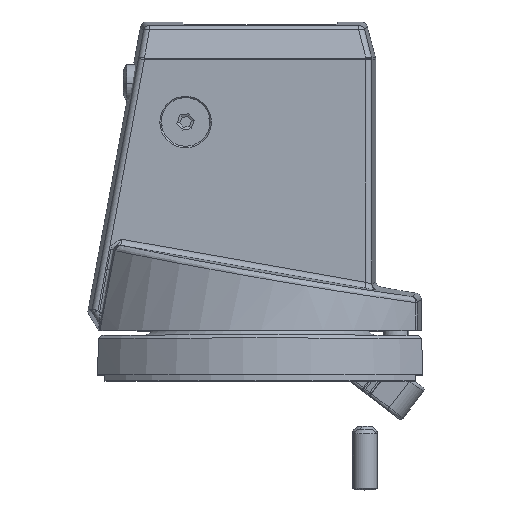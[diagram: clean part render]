
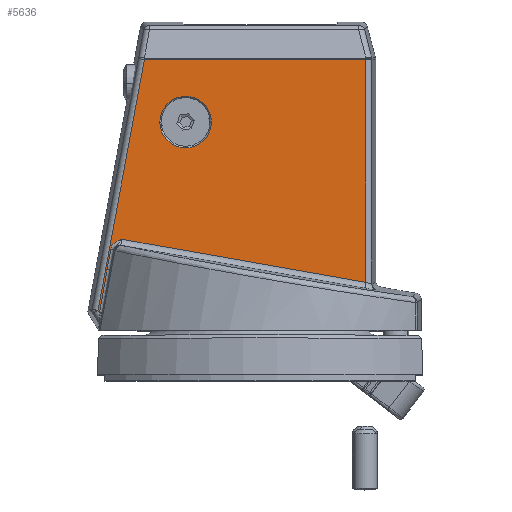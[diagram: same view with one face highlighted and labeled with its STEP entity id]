
A CAD part, top view. The second image highlights one B-rep face of the part: STEP entity #5636.
In plain terms, the highlighted planar face has unit normal (0, 0, 1).
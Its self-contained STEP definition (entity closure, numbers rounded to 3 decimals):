
#5620 = ORIENTED_EDGE ( 'NONE', *, *, #5622, .T. ) ;
#5622 = EDGE_CURVE ( 'NONE', #5769, #5624, #30862, .T. ) ;
#5624 = VERTEX_POINT ( 'NONE', #30851 ) ;
#5636 = ADVANCED_FACE ( 'NONE', ( #30973, #30971 ), #30970, .T. ) ;
#5639 = EDGE_LOOP ( 'NONE', ( #5641, #5646, #5752, #5756, #5761, #5766, #5620, #5727, #5733 ) ) ;
#5641 = ORIENTED_EDGE ( 'NONE', *, *, #5643, .T. ) ;
#5643 = EDGE_CURVE ( 'NONE', #5644, #5645, #30962, .T. ) ;
#5644 = VERTEX_POINT ( 'NONE', #30945 ) ;
#5645 = VERTEX_POINT ( 'NONE', #30944 ) ;
#5646 = ORIENTED_EDGE ( 'NONE', *, *, #5647, .T. ) ;
#5647 = EDGE_CURVE ( 'NONE', #5645, #5648, #30938, .T. ) ;
#5648 = VERTEX_POINT ( 'NONE', #30931 ) ;
#5727 = ORIENTED_EDGE ( 'NONE', *, *, #5729, .T. ) ;
#5729 = EDGE_CURVE ( 'NONE', #5624, #5731, #31137, .T. ) ;
#5731 = VERTEX_POINT ( 'NONE', #31134 ) ;
#5733 = ORIENTED_EDGE ( 'NONE', *, *, #5735, .T. ) ;
#5735 = EDGE_CURVE ( 'NONE', #5731, #5644, #31139, .T. ) ;
#5738 = EDGE_LOOP ( 'NONE', ( #5740, #5744 ) ) ;
#5740 = ORIENTED_EDGE ( 'NONE', *, *, #5742, .F. ) ;
#5742 = EDGE_CURVE ( 'NONE', #49464, #49471, #31215, .T. ) ;
#5744 = ORIENTED_EDGE ( 'NONE', *, *, #49516, .F. ) ;
#5752 = ORIENTED_EDGE ( 'NONE', *, *, #5753, .T. ) ;
#5753 = EDGE_CURVE ( 'NONE', #5648, #5754, #31277, .T. ) ;
#5754 = VERTEX_POINT ( 'NONE', #31273 ) ;
#5756 = ORIENTED_EDGE ( 'NONE', *, *, #5758, .T. ) ;
#5758 = EDGE_CURVE ( 'NONE', #5754, #5760, #31268, .T. ) ;
#5760 = VERTEX_POINT ( 'NONE', #31262 ) ;
#5761 = ORIENTED_EDGE ( 'NONE', *, *, #5762, .T. ) ;
#5762 = EDGE_CURVE ( 'NONE', #5760, #5763, #31258, .T. ) ;
#5763 = VERTEX_POINT ( 'NONE', #31256 ) ;
#5766 = ORIENTED_EDGE ( 'NONE', *, *, #5768, .T. ) ;
#5768 = EDGE_CURVE ( 'NONE', #5763, #5769, #31242, .T. ) ;
#5769 = VERTEX_POINT ( 'NONE', #31241 ) ;
#30851 = CARTESIAN_POINT ( 'NONE',  ( -49.093, 26.739, 37. ) ) ;
#30852 = DIRECTION ( 'NONE',  ( 0.182, 0.983, 0. ) ) ;
#30853 = VECTOR ( 'NONE', #30852, 1000. ) ;
#30854 = CARTESIAN_POINT ( 'NONE',  ( -49.019, 27.141, 37. ) ) ;
#30862 = LINE ( 'NONE', #30854, #30853 ) ;
#30931 = CARTESIAN_POINT ( 'NONE',  ( -38.026, 89.067, 37. ) ) ;
#30933 = DIRECTION ( 'NONE',  ( -1., 0., 0. ) ) ;
#30935 = VECTOR ( 'NONE', #30933, 1000. ) ;
#30937 = CARTESIAN_POINT ( 'NONE',  ( -37.977, 89.067, 37. ) ) ;
#30938 = LINE ( 'NONE', #30937, #30935 ) ;
#30944 = CARTESIAN_POINT ( 'NONE',  ( 34.777, 89.067, 37. ) ) ;
#30945 = CARTESIAN_POINT ( 'NONE',  ( 34.777, 15.857, 37. ) ) ;
#30948 = DIRECTION ( 'NONE',  ( 0., 1., 0. ) ) ;
#30949 = VECTOR ( 'NONE', #30948, 1000. ) ;
#30952 = CARTESIAN_POINT ( 'NONE',  ( 34.777, 89.33, 37. ) ) ;
#30957 = DIRECTION ( 'NONE',  ( 1., 0., 0. ) ) ;
#30959 = DIRECTION ( 'NONE',  ( 0., 0., 1. ) ) ;
#30961 = AXIS2_PLACEMENT_3D ( 'NONE', #30968, #30959, #30957 ) ;
#30962 = LINE ( 'NONE', #30952, #30949 ) ;
#30968 = CARTESIAN_POINT ( 'NONE',  ( 38., 0., 37. ) ) ;
#30970 = PLANE ( 'NONE',  #30961 ) ;
#30971 = FACE_BOUND ( 'NONE', #5738, .T. ) ;
#30973 = FACE_OUTER_BOUND ( 'NONE', #5639, .T. ) ;
#31119 = CARTESIAN_POINT ( 'NONE',  ( -48.5, 28.113, 37. ) ) ;
#31121 = CARTESIAN_POINT ( 'NONE',  ( -48.734, 27.749, 37. ) ) ;
#31122 = CARTESIAN_POINT ( 'NONE',  ( -48.834, 27.556, 37. ) ) ;
#31123 = CARTESIAN_POINT ( 'NONE',  ( -48.993, 27.159, 37. ) ) ;
#31124 = CARTESIAN_POINT ( 'NONE',  ( -49.053, 26.953, 37. ) ) ;
#31125 = CARTESIAN_POINT ( 'NONE',  ( -49.093, 26.739, 37. ) ) ;
#31127 = DIRECTION ( 'NONE',  ( 0.985, -0.174, 0. ) ) ;
#31128 = VECTOR ( 'NONE', #31127, 1000. ) ;
#31129 = CARTESIAN_POINT ( 'NONE',  ( 37.043, 15.457, 37. ) ) ;
#31134 = CARTESIAN_POINT ( 'NONE',  ( -45.438, 30.001, 37. ) ) ;
#31137 = B_SPLINE_CURVE_WITH_KNOTS ( 'NONE', 3,
 ( #31125, #31124, #31123, #31122, #31121, #31119, #31232, #31231, #31229, #31227, #31225, #31223, #31222, #31220, #31219, #31217 ),
 .UNSPECIFIED., .F., .F.,
 ( 4, 2, 2, 2, 2, 2, 2, 4 ),
 ( 0., 0.001, 0.001, 0.002, 0.003, 0.004, 0.004, 0.005 ),
 .UNSPECIFIED. ) ;
#31139 = LINE ( 'NONE', #31129, #31128 ) ;
#31211 = DIRECTION ( 'NONE',  ( 1., 0., 0. ) ) ;
#31212 = DIRECTION ( 'NONE',  ( 0., 0., 1. ) ) ;
#31213 = CARTESIAN_POINT ( 'NONE',  ( -24.5, 68.5, 37. ) ) ;
#31214 = AXIS2_PLACEMENT_3D ( 'NONE', #31213, #31212, #31211 ) ;
#31215 = CIRCLE ( 'NONE', #31214, 8.471 ) ;
#31217 = CARTESIAN_POINT ( 'NONE',  ( -45.438, 30.001, 37. ) ) ;
#31219 = CARTESIAN_POINT ( 'NONE',  ( -45.639, 29.929, 37. ) ) ;
#31220 = CARTESIAN_POINT ( 'NONE',  ( -45.844, 29.857, 37. ) ) ;
#31222 = CARTESIAN_POINT ( 'NONE',  ( -46.248, 29.703, 37. ) ) ;
#31223 = CARTESIAN_POINT ( 'NONE',  ( -46.448, 29.622, 37. ) ) ;
#31225 = CARTESIAN_POINT ( 'NONE',  ( -47.036, 29.353, 37. ) ) ;
#31227 = CARTESIAN_POINT ( 'NONE',  ( -47.408, 29.142, 37. ) ) ;
#31229 = CARTESIAN_POINT ( 'NONE',  ( -47.915, 28.745, 37. ) ) ;
#31231 = CARTESIAN_POINT ( 'NONE',  ( -48.076, 28.597, 37. ) ) ;
#31232 = CARTESIAN_POINT ( 'NONE',  ( -48.368, 28.282, 37. ) ) ;
#31234 = CARTESIAN_POINT ( 'NONE',  ( -50.296, 20.248, 37. ) ) ;
#31236 = CARTESIAN_POINT ( 'NONE',  ( -51.167, 15.548, 37. ) ) ;
#31237 = CARTESIAN_POINT ( 'NONE',  ( -51.985, 10.838, 37. ) ) ;
#31239 = CARTESIAN_POINT ( 'NONE',  ( -52.74, 6.118, 37. ) ) ;
#31241 = CARTESIAN_POINT ( 'NONE',  ( -50.296, 20.248, 37. ) ) ;
#31242 = B_SPLINE_CURVE_WITH_KNOTS ( 'NONE', 3,
 ( #31239, #31237, #31236, #31234 ),
 .UNSPECIFIED., .F., .F.,
 ( 4, 4 ),
 ( 0., 0.014 ),
 .UNSPECIFIED. ) ;
#31247 = CARTESIAN_POINT ( 'NONE',  ( -52.74, 6.118, 37. ) ) ;
#31248 = CARTESIAN_POINT ( 'NONE',  ( -52.757, 6.008, 37. ) ) ;
#31249 = CARTESIAN_POINT ( 'NONE',  ( -52.775, 5.898, 37. ) ) ;
#31250 = CARTESIAN_POINT ( 'NONE',  ( -52.792, 5.788, 37. ) ) ;
#31256 = CARTESIAN_POINT ( 'NONE',  ( -52.74, 6.118, 37. ) ) ;
#31258 = B_SPLINE_CURVE_WITH_KNOTS ( 'NONE', 3,
 ( #31250, #31249, #31248, #31247 ),
 .UNSPECIFIED., .F., .F.,
 ( 4, 4 ),
 ( 0., 0. ),
 .UNSPECIFIED. ) ;
#31262 = CARTESIAN_POINT ( 'NONE',  ( -52.792, 5.788, 37. ) ) ;
#31263 = DIRECTION ( 'NONE',  ( 0.522, -0.853, 0. ) ) ;
#31265 = VECTOR ( 'NONE', #31263, 1000. ) ;
#31267 = CARTESIAN_POINT ( 'NONE',  ( -51.032, 2.908, 37. ) ) ;
#31268 = LINE ( 'NONE', #31267, #31265 ) ;
#31273 = CARTESIAN_POINT ( 'NONE',  ( -53.305, 6.627, 37. ) ) ;
#31274 = DIRECTION ( 'NONE',  ( -0.182, -0.983, 0. ) ) ;
#31275 = VECTOR ( 'NONE', #31274, 1000. ) ;
#31276 = CARTESIAN_POINT ( 'NONE',  ( -53.44, 5.899, 37. ) ) ;
#31277 = LINE ( 'NONE', #31276, #31275 ) ;
#45339 = CARTESIAN_POINT ( 'NONE',  ( -16.029, 68.5, 37. ) ) ;
#45367 = CARTESIAN_POINT ( 'NONE',  ( -32.971, 68.5, 37. ) ) ;
#45497 = DIRECTION ( 'NONE',  ( 1., 0., 0. ) ) ;
#45498 = DIRECTION ( 'NONE',  ( 0., 0., 1. ) ) ;
#45499 = CARTESIAN_POINT ( 'NONE',  ( -24.5, 68.5, 37. ) ) ;
#45500 = AXIS2_PLACEMENT_3D ( 'NONE', #45499, #45498, #45497 ) ;
#45501 = CIRCLE ( 'NONE', #45500, 8.471 ) ;
#49464 = VERTEX_POINT ( 'NONE', #45339 ) ;
#49471 = VERTEX_POINT ( 'NONE', #45367 ) ;
#49516 = EDGE_CURVE ( 'NONE', #49471, #49464, #45501, .T. ) ;
